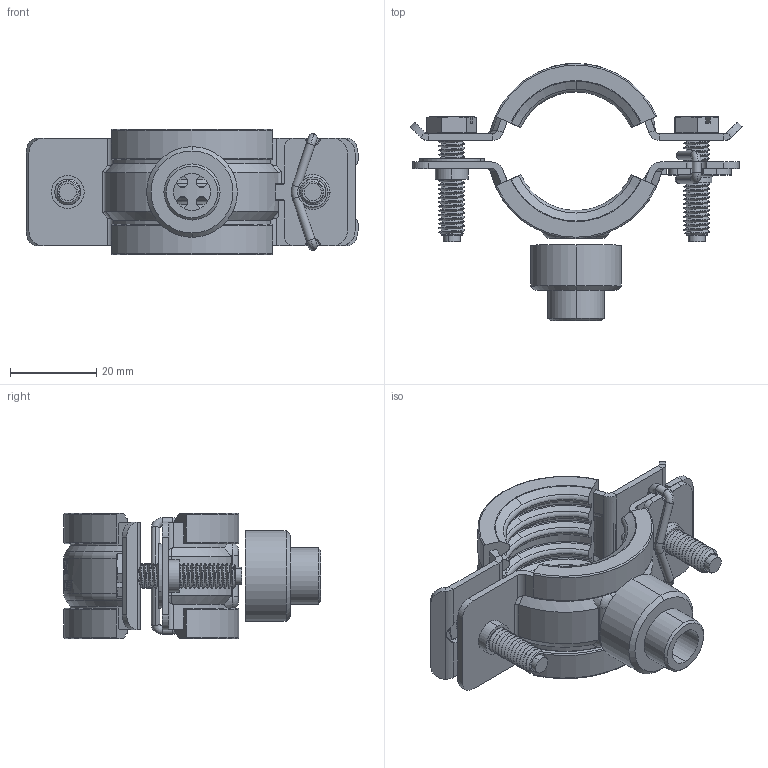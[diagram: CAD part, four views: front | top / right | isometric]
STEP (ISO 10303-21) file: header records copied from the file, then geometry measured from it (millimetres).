
FILE_DESCRIPTION (( 'STEP AP203' ), '1' );
FILE_NAME ('50.503RK.STEP', '2024-03-25T07:48:13', ( '' ), ( '' ), 'SwSTEP 2.0', 'SolidWorks 2023', '' );
FILE_SCHEMA (( 'CONFIG_CONTROL_DESIGN' ));
Length unit declared in the file: millimetre
Products named in the file (1): 50.503RK
Bounding box: 76.93 x 59.58 x 29 mm (x, y, z)
Surface area: 20282.6 mm2 (no closed solid volume)
Topology: 0 solids, 11 shells, 679 faces, 2370 edges, 1656 vertices
Faces by surface type: cylinder 225, plane 202, bspline 102, torus 84, cone 64, sphere 2
Entity records: 35917 total; most frequent: CARTESIAN_POINT 17361, ORIENTED_EDGE 4099, DIRECTION 3350, EDGE_CURVE 2368, VERTEX_POINT 1656, AXIS2_PLACEMENT_3D 1296, LINE 758, VECTOR 758
